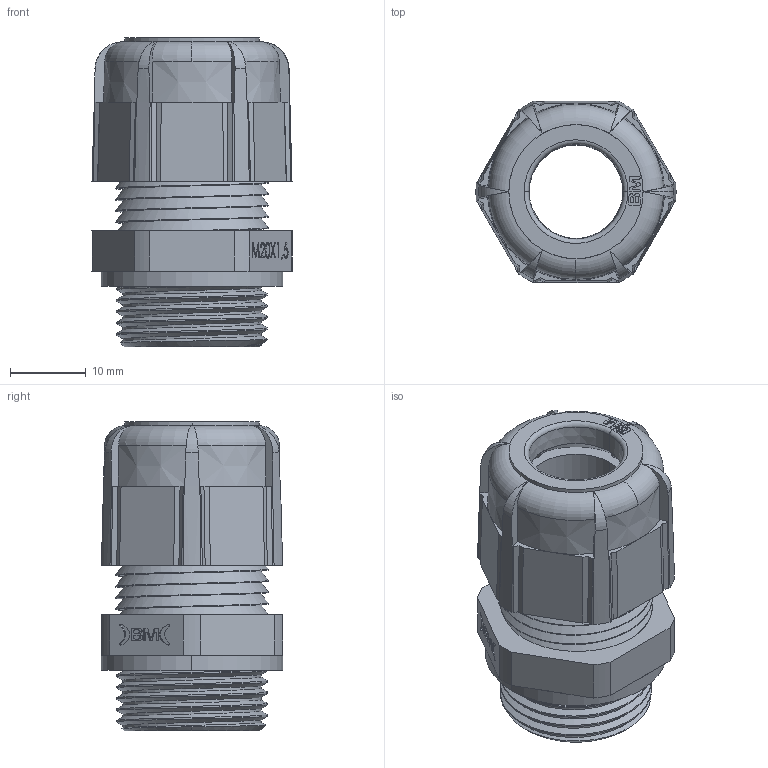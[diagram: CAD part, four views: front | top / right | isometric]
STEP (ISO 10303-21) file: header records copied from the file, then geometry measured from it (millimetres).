
FILE_DESCRIPTION (( 'STEP AP203' ), '1' );
FILE_NAME ('4920.STEP', '2025-04-28T11:15:47', ( '' ), ( '' ), 'SwSTEP 2.0', 'SolidWorks 2022', '' );
FILE_SCHEMA (( 'CONFIG_CONTROL_DESIGN' ));
Length unit declared in the file: millimetre
Products named in the file (1): 4920
Bounding box: 26.49 x 24 x 41 mm (x, y, z)
Volume: 9687.5 mm3; surface area: 8540.9 mm2
Topology: 1 solids, 1 shells, 445 faces, 1196 edges, 780 vertices
Faces by surface type: plane 229, bspline 115, cylinder 56, cone 27, torus 18
Entity records: 18623 total; most frequent: CARTESIAN_POINT 8416, ORIENTED_EDGE 2392, DIRECTION 1644, EDGE_CURVE 1196, VERTEX_POINT 780, VECTOR 658, LINE 658, AXIS2_PLACEMENT_3D 493
